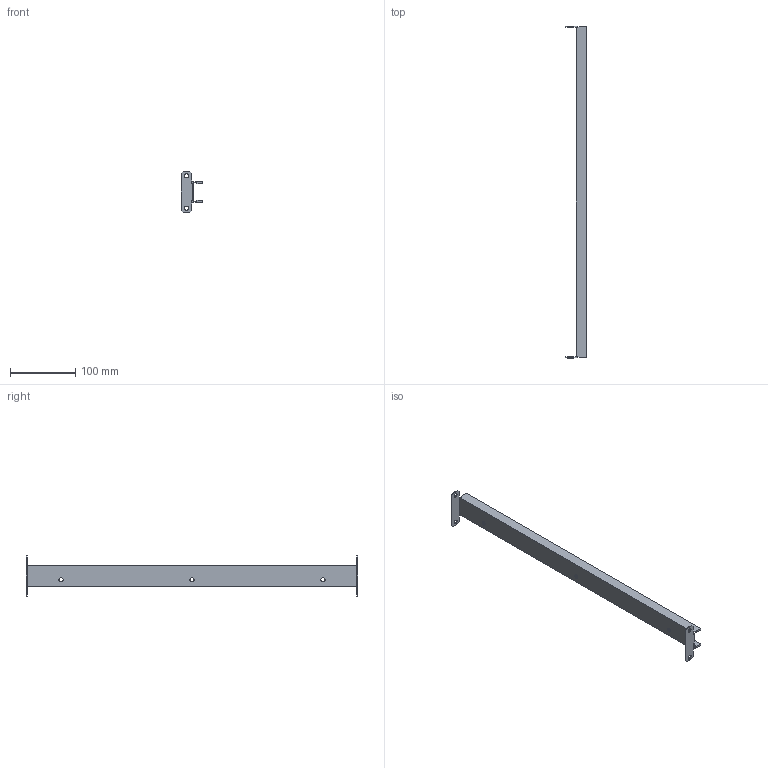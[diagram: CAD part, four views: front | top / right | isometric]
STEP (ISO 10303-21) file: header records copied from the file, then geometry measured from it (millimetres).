
FILE_DESCRIPTION (( 'STEP AP203' ), '1' );
FILE_NAME ('FO-00-ESDP-060 FORMAT Ïëàíêà ðàçäåëåíèÿ ñåêö. äâåðåé â øêàô øèðèíîé 600 IEK.STEP', '2024-07-09T14:05:37', ( '' ), ( '' ), 'SwSTEP 2.0', 'SolidWorks 2022', '' );
FILE_SCHEMA (( 'CONFIG_CONTROL_DESIGN' ));
Length unit declared in the file: millimetre
Products named in the file (1): FO-00-ESDP-060 FORMAT Планка разделения секц. дверей в шкаф шириной 600 IEK
Bounding box: 33 x 507 x 62 mm (x, y, z)
Volume: 63512.9 mm3; surface area: 70775.7 mm2
Topology: 1 solids, 1 shells, 64 faces, 186 edges, 124 vertices
Faces by surface type: plane 50, cylinder 14
Entity records: 2203 total; most frequent: CARTESIAN_POINT 375, ORIENTED_EDGE 372, DIRECTION 344, EDGE_CURVE 186, LINE 158, VECTOR 158, VERTEX_POINT 124, AXIS2_PLACEMENT_3D 93
